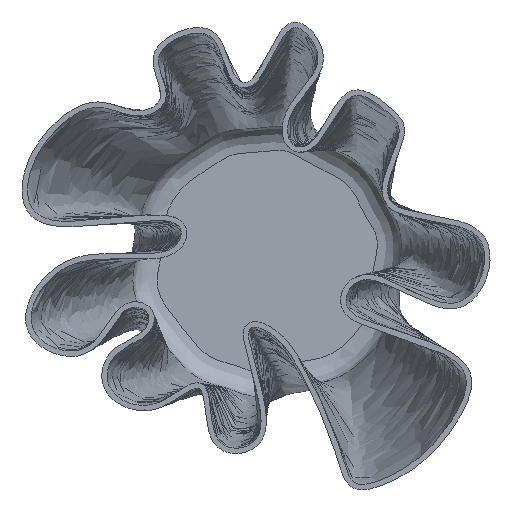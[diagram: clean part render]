
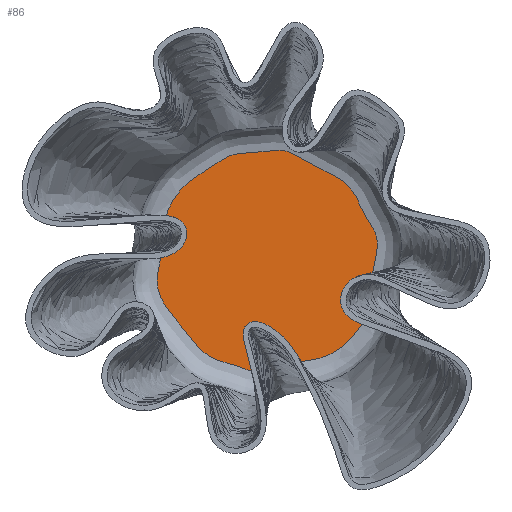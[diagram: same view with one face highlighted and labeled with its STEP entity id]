
A CAD part, top view. The second image highlights one B-rep face of the part: STEP entity #86.
In plain terms, the highlighted planar face has unit normal (0, 0, 1).
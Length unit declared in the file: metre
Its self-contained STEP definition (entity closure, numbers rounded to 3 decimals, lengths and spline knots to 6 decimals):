
#24=PLANE('',#103);
#34=ORIENTED_EDGE('',*,*,#42,.F.);
#42=EDGE_CURVE('',#48,#48,#54,.T.);
#48=VERTEX_POINT('',#3359);
#54=B_SPLINE_CURVE_WITH_KNOTS('',3,(#3310,#3311,#3312,#3313,#3314,#3315,
#3316,#3317,#3318,#3319,#3320,#3321,#3322,#3323,#3324,#3325,#3326,#3327,
#3328,#3329,#3330,#3331,#3332,#3333,#3334,#3335,#3336,#3337,#3338,#3339,
#3340,#3341,#3342,#3343,#3344,#3345,#3346,#3347,#3348,#3349,#3350,#3351,
#3352,#3353,#3354,#3355,#3356,#3357,#3358),.UNSPECIFIED.,.T.,.F.,(1,1,1,
1,1,1,1,1,1,1,1,1,1,1,1,1,1,1,1,1,1,1,1,1,1,1,1,1,1,1,1,1,1,1,1,1,1,1,1,
1,1,1,1,1,1,1,1,1,1,1,1,1,1),(-0.001431,-0.000716,
-0.000358,0.,0.000716,0.001431,0.001789,
0.002147,0.002505,0.002862,0.003578,
0.004294,0.005009,0.005367,0.005725,
0.006082,0.00644,0.006798,0.007156,
0.007871,0.008587,0.008945,0.009303,
0.00966,0.010018,0.010376,0.010734,
0.011092,0.011449,0.012165,0.012881,
0.013238,0.013596,0.014312,0.015027,
0.015743,0.016459,0.017174,0.017532,
0.01789,0.018247,0.018605,0.018963,
0.019321,0.020036,0.020752,0.021468,
0.022183,0.022541,0.022899,0.023614,
0.02433,0.024688),.UNSPECIFIED.);
#64=EDGE_LOOP('',(#34));
#76=FACE_BOUND('',#64,.T.);
#86=ADVANCED_FACE('',(#76),#24,.T.);
#103=AXIS2_PLACEMENT_3D('',#3309,#110,#111);
#110=DIRECTION('',(0.,0.,1.));
#111=DIRECTION('',(1.,0.,0.));
#3309=CARTESIAN_POINT('',(-0.004165,0.003223,-0.0991));
#3310=CARTESIAN_POINT('',(-0.007886,0.002473,-0.0991));
#3311=CARTESIAN_POINT('',(-0.007855,0.002984,-0.0991));
#3312=CARTESIAN_POINT('',(-0.007675,0.00354,-0.0991));
#3313=CARTESIAN_POINT('',(-0.0076,0.004138,-0.0991));
#3314=CARTESIAN_POINT('',(-0.007611,0.004618,-0.0991));
#3315=CARTESIAN_POINT('',(-0.007522,0.004968,-0.0991));
#3316=CARTESIAN_POINT('',(-0.007354,0.005282,-0.0991));
#3317=CARTESIAN_POINT('',(-0.007086,0.005674,-0.0991));
#3318=CARTESIAN_POINT('',(-0.006638,0.006066,-0.0991));
#3319=CARTESIAN_POINT('',(-0.00602,0.006418,-0.0991));
#3320=CARTESIAN_POINT('',(-0.005535,0.006788,-0.0991));
#3321=CARTESIAN_POINT('',(-0.005067,0.006881,-0.0991));
#3322=CARTESIAN_POINT('',(-0.004713,0.006877,-0.0991));
#3323=CARTESIAN_POINT('',(-0.004362,0.006901,-0.0991));
#3324=CARTESIAN_POINT('',(-0.004014,0.006955,-0.0991));
#3325=CARTESIAN_POINT('',(-0.003659,0.006991,-0.0991));
#3326=CARTESIAN_POINT('',(-0.003195,0.006811,-0.0991));
#3327=CARTESIAN_POINT('',(-0.002687,0.006481,-0.0991));
#3328=CARTESIAN_POINT('',(-0.002146,0.006206,-0.0991));
#3329=CARTESIAN_POINT('',(-0.001698,0.006003,-0.0991));
#3330=CARTESIAN_POINT('',(-0.001442,0.005746,-0.0991));
#3331=CARTESIAN_POINT('',(-0.001207,0.005468,-0.0991));
#3332=CARTESIAN_POINT('',(-0.001076,0.005125,-0.0991));
#3333=CARTESIAN_POINT('',(-0.000915,0.0048,-0.0991));
#3334=CARTESIAN_POINT('',(-0.000722,0.004492,-0.0991));
#3335=CARTESIAN_POINT('',(-0.00052,0.004184,-0.0991));
#3336=CARTESIAN_POINT('',(-0.000464,0.003678,-0.0991));
#3337=CARTESIAN_POINT('',(-0.000629,0.003081,-0.0991));
#3338=CARTESIAN_POINT('',(-0.000721,0.002469,-0.0991));
#3339=CARTESIAN_POINT('',(-0.000768,0.001977,-0.0991));
#3340=CARTESIAN_POINT('',(-0.000784,0.001477,-0.0991));
#3341=CARTESIAN_POINT('',(-0.001121,0.000936,-0.0991));
#3342=CARTESIAN_POINT('',(-0.00162,0.000381,-0.0991));
#3343=CARTESIAN_POINT('',(-0.00227,0.000014,-0.0991));
#3344=CARTESIAN_POINT('',(-0.002993,-0.000122,-0.0991));
#3345=CARTESIAN_POINT('',(-0.003604,-0.000198,-0.0991));
#3346=CARTESIAN_POINT('',(-0.004068,-0.000351,-0.0991));
#3347=CARTESIAN_POINT('',(-0.00441,-0.000501,-0.0991));
#3348=CARTESIAN_POINT('',(-0.004784,-0.000433,-0.0991));
#3349=CARTESIAN_POINT('',(-0.005121,-0.000273,-0.0991));
#3350=CARTESIAN_POINT('',(-0.005476,-0.000165,-0.0991));
#3351=CARTESIAN_POINT('',(-0.005967,-0.000066,-0.0991));
#3352=CARTESIAN_POINT('',(-0.006477,0.000312,-0.0991));
#3353=CARTESIAN_POINT('',(-0.00691,0.000919,-0.0991));
#3354=CARTESIAN_POINT('',(-0.00741,0.001467,-0.0991));
#3355=CARTESIAN_POINT('',(-0.00776,0.00199,-0.0991));
#3356=CARTESIAN_POINT('',(-0.007886,0.002473,-0.0991));
#3357=CARTESIAN_POINT('',(-0.007855,0.002984,-0.0991));
#3358=CARTESIAN_POINT('',(-0.007675,0.00354,-0.0991));
#3359=CARTESIAN_POINT('',(-0.007853,0.002851,-0.0991));
